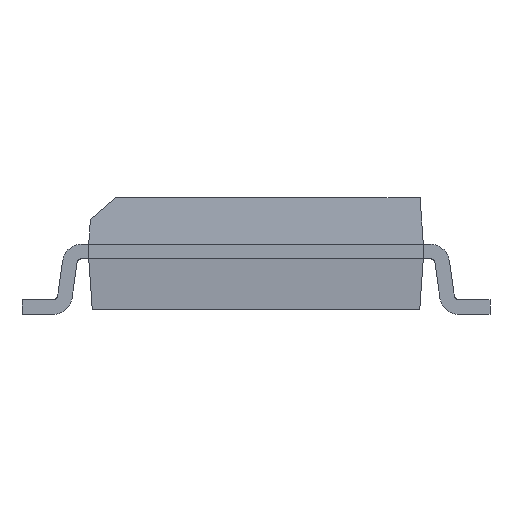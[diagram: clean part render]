
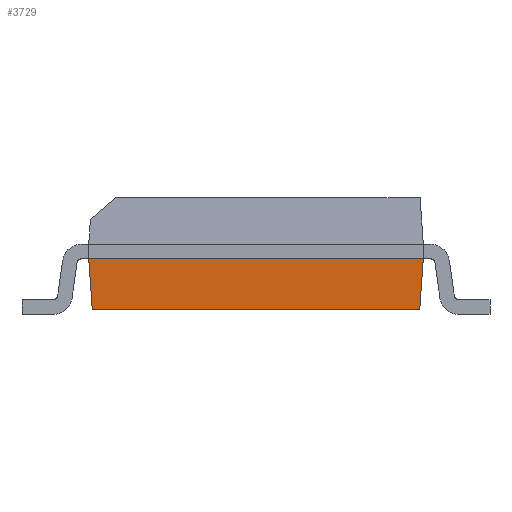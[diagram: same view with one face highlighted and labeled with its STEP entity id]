
A CAD part, front view. The second image highlights one B-rep face of the part: STEP entity #3729.
In plain terms, the highlighted planar face has unit normal (0, -0.998, -0.07).
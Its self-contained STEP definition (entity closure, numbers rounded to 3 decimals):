
#349 = PLANE('',#350);
#350 = AXIS2_PLACEMENT_3D('',#351,#352,#353);
#351 = CARTESIAN_POINT('',(3.8,5.25,1.26));
#352 = DIRECTION('',(0.998,0.,
    -0.07));
#353 = DIRECTION('',(0.07,0.,
    0.998));
#413 = PLANE('',#414);
#414 = AXIS2_PLACEMENT_3D('',#415,#416,#417);
#415 = CARTESIAN_POINT('',(-3.8,-5.25,1.26));
#416 = DIRECTION('',(-0.998,0.,
    -0.07));
#417 = DIRECTION('',(0.07,0.,
    -0.998));
#2161 = VERTEX_POINT('',#2162);
#2162 = CARTESIAN_POINT('',(3.8,-5.25,1.26));
#2176 = PLANE('',#2177);
#2177 = AXIS2_PLACEMENT_3D('',#2178,#2179,#2180);
#2178 = CARTESIAN_POINT('',(-3.8,-5.25,1.26));
#2179 = DIRECTION('',(0.,-1.,0.));
#2180 = DIRECTION('',(1.,0.,0.));
#2242 = VERTEX_POINT('',#2243);
#2243 = CARTESIAN_POINT('',(-3.8,-5.25,1.26));
#2269 = EDGE_CURVE('',#2242,#2161,#2270,.T.);
#2270 = SURFACE_CURVE('',#2271,(#2275,#2282),.PCURVE_S1.);
#2271 = LINE('',#2272,#2273);
#2272 = CARTESIAN_POINT('',(-3.8,-5.25,1.26));
#2273 = VECTOR('',#2274,1.);
#2274 = DIRECTION('',(1.,0.,0.));
#2275 = PCURVE('',#2176,#2276);
#2276 = DEFINITIONAL_REPRESENTATION('',(#2277),#2281);
#2277 = LINE('',#2278,#2279);
#2278 = CARTESIAN_POINT('',(0.,0.));
#2279 = VECTOR('',#2280,1.);
#2280 = DIRECTION('',(1.,0.));
#2281 = ( GEOMETRIC_REPRESENTATION_CONTEXT(2) 
PARAMETRIC_REPRESENTATION_CONTEXT() REPRESENTATION_CONTEXT('2D SPACE',''
  ) );
#2282 = PCURVE('',#2283,#2288);
#2283 = PLANE('',#2284);
#2284 = AXIS2_PLACEMENT_3D('',#2285,#2286,#2287);
#2285 = CARTESIAN_POINT('',(3.8,-5.25,1.26));
#2286 = DIRECTION('',(0.,-0.998,
    -0.07));
#2287 = DIRECTION('',(0.,-0.07,
    0.998));
#2288 = DEFINITIONAL_REPRESENTATION('',(#2289),#2293);
#2289 = LINE('',#2290,#2291);
#2290 = CARTESIAN_POINT('',(0.,7.6));
#2291 = VECTOR('',#2292,1.);
#2292 = DIRECTION('',(0.,-1.));
#2293 = ( GEOMETRIC_REPRESENTATION_CONTEXT(2) 
PARAMETRIC_REPRESENTATION_CONTEXT() REPRESENTATION_CONTEXT('2D SPACE',''
  ) );
#3152 = VERTEX_POINT('',#3153);
#3153 = CARTESIAN_POINT('',(-3.719,-5.169,0.1));
#3167 = PLANE('',#3168);
#3168 = AXIS2_PLACEMENT_3D('',#3169,#3170,#3171);
#3169 = CARTESIAN_POINT('',(-3.8,5.25,0.1));
#3170 = DIRECTION('',(0.,0.,-1.));
#3171 = DIRECTION('',(1.,0.,0.));
#3179 = EDGE_CURVE('',#3152,#2242,#3180,.T.);
#3180 = SURFACE_CURVE('',#3181,(#3185,#3192),.PCURVE_S1.);
#3181 = LINE('',#3182,#3183);
#3182 = CARTESIAN_POINT('',(-3.8,-5.25,1.26));
#3183 = VECTOR('',#3184,1.);
#3184 = DIRECTION('',(-0.07,-0.07,
    0.995));
#3185 = PCURVE('',#413,#3186);
#3186 = DEFINITIONAL_REPRESENTATION('',(#3187),#3191);
#3187 = LINE('',#3188,#3189);
#3188 = CARTESIAN_POINT('',(0.,0.));
#3189 = VECTOR('',#3190,1.);
#3190 = DIRECTION('',(-0.998,0.07));
#3191 = ( GEOMETRIC_REPRESENTATION_CONTEXT(2) 
PARAMETRIC_REPRESENTATION_CONTEXT() REPRESENTATION_CONTEXT('2D SPACE',''
  ) );
#3192 = PCURVE('',#2283,#3193);
#3193 = DEFINITIONAL_REPRESENTATION('',(#3194),#3198);
#3194 = LINE('',#3195,#3196);
#3195 = CARTESIAN_POINT('',(0.,7.6));
#3196 = VECTOR('',#3197,1.);
#3197 = DIRECTION('',(0.998,0.07));
#3198 = ( GEOMETRIC_REPRESENTATION_CONTEXT(2) 
PARAMETRIC_REPRESENTATION_CONTEXT() REPRESENTATION_CONTEXT('2D SPACE',''
  ) );
#3469 = EDGE_CURVE('',#3470,#2161,#3472,.T.);
#3470 = VERTEX_POINT('',#3471);
#3471 = CARTESIAN_POINT('',(3.719,-5.169,0.1));
#3472 = SURFACE_CURVE('',#3473,(#3477,#3484),.PCURVE_S1.);
#3473 = LINE('',#3474,#3475);
#3474 = CARTESIAN_POINT('',(3.8,-5.25,1.26));
#3475 = VECTOR('',#3476,1.);
#3476 = DIRECTION('',(0.07,-0.07,
    0.995));
#3477 = PCURVE('',#349,#3478);
#3478 = DEFINITIONAL_REPRESENTATION('',(#3479),#3483);
#3479 = LINE('',#3480,#3481);
#3480 = CARTESIAN_POINT('',(0.,10.5));
#3481 = VECTOR('',#3482,1.);
#3482 = DIRECTION('',(0.998,0.07));
#3483 = ( GEOMETRIC_REPRESENTATION_CONTEXT(2) 
PARAMETRIC_REPRESENTATION_CONTEXT() REPRESENTATION_CONTEXT('2D SPACE',''
  ) );
#3484 = PCURVE('',#2283,#3485);
#3485 = DEFINITIONAL_REPRESENTATION('',(#3486),#3490);
#3486 = LINE('',#3487,#3488);
#3487 = CARTESIAN_POINT('',(0.,0.));
#3488 = VECTOR('',#3489,1.);
#3489 = DIRECTION('',(0.998,-0.07));
#3490 = ( GEOMETRIC_REPRESENTATION_CONTEXT(2) 
PARAMETRIC_REPRESENTATION_CONTEXT() REPRESENTATION_CONTEXT('2D SPACE',''
  ) );
#3729 = ADVANCED_FACE('',(#3730),#2283,.T.);
#3730 = FACE_BOUND('',#3731,.T.);
#3731 = EDGE_LOOP('',(#3732,#3733,#3734,#3755));
#3732 = ORIENTED_EDGE('',*,*,#2269,.F.);
#3733 = ORIENTED_EDGE('',*,*,#3179,.F.);
#3734 = ORIENTED_EDGE('',*,*,#3735,.F.);
#3735 = EDGE_CURVE('',#3470,#3152,#3736,.T.);
#3736 = SURFACE_CURVE('',#3737,(#3741,#3748),.PCURVE_S1.);
#3737 = LINE('',#3738,#3739);
#3738 = CARTESIAN_POINT('',(3.8,-5.169,0.1));
#3739 = VECTOR('',#3740,1.);
#3740 = DIRECTION('',(-1.,0.,0.));
#3741 = PCURVE('',#2283,#3742);
#3742 = DEFINITIONAL_REPRESENTATION('',(#3743),#3747);
#3743 = LINE('',#3744,#3745);
#3744 = CARTESIAN_POINT('',(-1.163,0.));
#3745 = VECTOR('',#3746,1.);
#3746 = DIRECTION('',(0.,1.));
#3747 = ( GEOMETRIC_REPRESENTATION_CONTEXT(2) 
PARAMETRIC_REPRESENTATION_CONTEXT() REPRESENTATION_CONTEXT('2D SPACE',''
  ) );
#3748 = PCURVE('',#3167,#3749);
#3749 = DEFINITIONAL_REPRESENTATION('',(#3750),#3754);
#3750 = LINE('',#3751,#3752);
#3751 = CARTESIAN_POINT('',(7.6,10.419));
#3752 = VECTOR('',#3753,1.);
#3753 = DIRECTION('',(-1.,0.));
#3754 = ( GEOMETRIC_REPRESENTATION_CONTEXT(2) 
PARAMETRIC_REPRESENTATION_CONTEXT() REPRESENTATION_CONTEXT('2D SPACE',''
  ) );
#3755 = ORIENTED_EDGE('',*,*,#3469,.T.);
